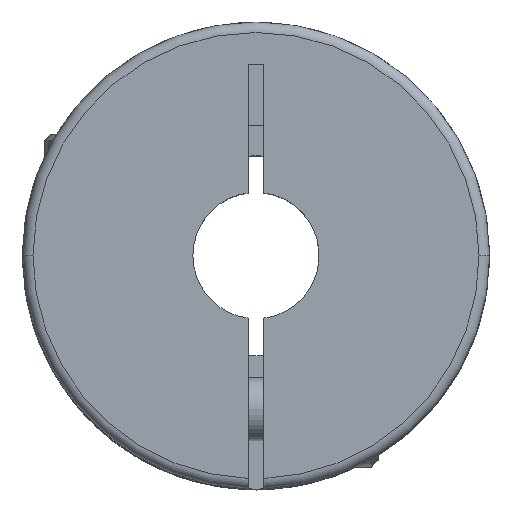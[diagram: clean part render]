
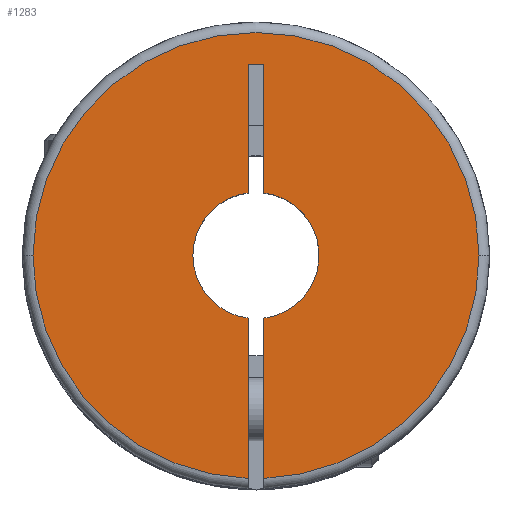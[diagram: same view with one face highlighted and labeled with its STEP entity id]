
A CAD part, top view. The second image highlights one B-rep face of the part: STEP entity #1283.
In plain terms, the highlighted planar face has unit normal (0, 0, 1).
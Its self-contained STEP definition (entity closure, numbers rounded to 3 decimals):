
#143 = CARTESIAN_POINT ( 'NONE',  ( 0., 0., 0. ) ) ;
#155 = VERTEX_POINT ( 'NONE', #2202 ) ;
#176 = CIRCLE ( 'NONE', #2689, 3. ) ;
#202 = CIRCLE ( 'NONE', #910, 3. ) ;
#232 = DIRECTION ( 'NONE',  ( 0., 0., -1. ) ) ;
#243 = VERTEX_POINT ( 'NONE', #4381 ) ;
#258 = EDGE_CURVE ( 'NONE', #1082, #243, #975, .T. ) ;
#266 = CARTESIAN_POINT ( 'NONE',  ( -0.375, 9.1, 0. ) ) ;
#290 = CIRCLE ( 'NONE', #358, 10.6 ) ;
#358 = AXIS2_PLACEMENT_3D ( 'NONE', #3453, #3477, #4077 ) ;
#405 = CARTESIAN_POINT ( 'NONE',  ( 0., 0., 0. ) ) ;
#439 = EDGE_CURVE ( 'NONE', #243, #4109, #290, .T. ) ;
#449 = DIRECTION ( 'NONE',  ( 0., 1., 0. ) ) ;
#759 = DIRECTION ( 'NONE',  ( -1., 0., 0. ) ) ;
#775 = VERTEX_POINT ( 'NONE', #1352 ) ;
#783 = DIRECTION ( 'NONE',  ( -1., 0., 0. ) ) ;
#809 = DIRECTION ( 'NONE',  ( 0., 0., -1. ) ) ;
#810 = LINE ( 'NONE', #1269, #2320 ) ;
#824 = EDGE_CURVE ( 'NONE', #4109, #4037, #4201, .T. ) ;
#878 = EDGE_CURVE ( 'NONE', #4037, #3896, #3215, .T. ) ;
#910 = AXIS2_PLACEMENT_3D ( 'NONE', #1480, #232, #4342 ) ;
#937 = ORIENTED_EDGE ( 'NONE', *, *, #3956, .F. ) ;
#975 = LINE ( 'NONE', #266, #1358 ) ;
#1007 = ORIENTED_EDGE ( 'NONE', *, *, #878, .F. ) ;
#1056 = CIRCLE ( 'NONE', #2791, 3. ) ;
#1082 = VERTEX_POINT ( 'NONE', #1980 ) ;
#1118 = ORIENTED_EDGE ( 'NONE', *, *, #1379, .T. ) ;
#1165 = DIRECTION ( 'NONE',  ( 0., 0., -1. ) ) ;
#1260 = AXIS2_PLACEMENT_3D ( 'NONE', #2887, #1165, #3541 ) ;
#1269 = CARTESIAN_POINT ( 'NONE',  ( -0.375, 9.1, 0. ) ) ;
#1283 = ADVANCED_FACE ( 'NONE', ( #1772 ), #1501, .F. ) ;
#1292 = ORIENTED_EDGE ( 'NONE', *, *, #1983, .T. ) ;
#1352 = CARTESIAN_POINT ( 'NONE',  ( 0.375, 9.1, 0. ) ) ;
#1358 = VECTOR ( 'NONE', #2988, 1000. ) ;
#1367 = CARTESIAN_POINT ( 'NONE',  ( -10.6, 0., 0. ) ) ;
#1379 = EDGE_CURVE ( 'NONE', #2653, #2990, #176, .T. ) ;
#1427 = CARTESIAN_POINT ( 'NONE',  ( -0.375, 9.1, 0. ) ) ;
#1441 = VECTOR ( 'NONE', #4197, 1000. ) ;
#1464 = CARTESIAN_POINT ( 'NONE',  ( 0.375, 2.976, 0. ) ) ;
#1479 = DIRECTION ( 'NONE',  ( 0., 1., 0. ) ) ;
#1480 = CARTESIAN_POINT ( 'NONE',  ( 0., 0., 0. ) ) ;
#1501 = PLANE ( 'NONE',  #1965 ) ;
#1504 = DIRECTION ( 'NONE',  ( 0., 0., -1. ) ) ;
#1555 = AXIS2_PLACEMENT_3D ( 'NONE', #3736, #3780, #2076 ) ;
#1686 = ORIENTED_EDGE ( 'NONE', *, *, #1900, .T. ) ;
#1759 = ORIENTED_EDGE ( 'NONE', *, *, #258, .F. ) ;
#1772 = FACE_OUTER_BOUND ( 'NONE', #3013, .T. ) ;
#1865 = CARTESIAN_POINT ( 'NONE',  ( 0.375, -11.1, 0. ) ) ;
#1882 = ORIENTED_EDGE ( 'NONE', *, *, #439, .F. ) ;
#1900 = EDGE_CURVE ( 'NONE', #4337, #155, #1056, .T. ) ;
#1957 = CARTESIAN_POINT ( 'NONE',  ( 10.6, 0., 0. ) ) ;
#1965 = AXIS2_PLACEMENT_3D ( 'NONE', #3194, #809, #4151 ) ;
#1980 = CARTESIAN_POINT ( 'NONE',  ( -0.375, -2.976, 0. ) ) ;
#1983 = EDGE_CURVE ( 'NONE', #1082, #4337, #202, .T. ) ;
#2076 = DIRECTION ( 'NONE',  ( -1., 0., 0. ) ) ;
#2117 = LINE ( 'NONE', #2836, #3543 ) ;
#2145 = CARTESIAN_POINT ( 'NONE',  ( 0.375, 9.1, 0. ) ) ;
#2165 = DIRECTION ( 'NONE',  ( 0., 0., -1. ) ) ;
#2202 = CARTESIAN_POINT ( 'NONE',  ( -0.375, 2.976, 0. ) ) ;
#2320 = VECTOR ( 'NONE', #3974, 1000. ) ;
#2440 = LINE ( 'NONE', #2145, #1441 ) ;
#2489 = CARTESIAN_POINT ( 'NONE',  ( -3., 0., 0. ) ) ;
#2605 = ORIENTED_EDGE ( 'NONE', *, *, #3932, .F. ) ;
#2634 = EDGE_CURVE ( 'NONE', #775, #4424, #2440, .T. ) ;
#2653 = VERTEX_POINT ( 'NONE', #1464 ) ;
#2689 = AXIS2_PLACEMENT_3D ( 'NONE', #405, #2165, #783 ) ;
#2791 = AXIS2_PLACEMENT_3D ( 'NONE', #143, #1504, #759 ) ;
#2836 = CARTESIAN_POINT ( 'NONE',  ( 0.375, -11.1, 0. ) ) ;
#2887 = CARTESIAN_POINT ( 'NONE',  ( 0., 0., 0. ) ) ;
#2925 = CARTESIAN_POINT ( 'NONE',  ( 0.375, -2.976, 0. ) ) ;
#2988 = DIRECTION ( 'NONE',  ( 0., -1., 0. ) ) ;
#2990 = VERTEX_POINT ( 'NONE', #2925 ) ;
#2996 = EDGE_CURVE ( 'NONE', #3896, #2990, #4278, .T. ) ;
#3013 = EDGE_LOOP ( 'NONE', ( #1882, #1759, #1292, #1686, #937, #4075, #2605, #1118, #3923, #1007, #3451 ) ) ;
#3069 = CARTESIAN_POINT ( 'NONE',  ( 0.375, -10.593, 0. ) ) ;
#3194 = CARTESIAN_POINT ( 'NONE',  ( 0., 0., 0. ) ) ;
#3215 = CIRCLE ( 'NONE', #1260, 10.6 ) ;
#3451 = ORIENTED_EDGE ( 'NONE', *, *, #824, .F. ) ;
#3453 = CARTESIAN_POINT ( 'NONE',  ( 0., 0., 0. ) ) ;
#3477 = DIRECTION ( 'NONE',  ( 0., 0., -1. ) ) ;
#3541 = DIRECTION ( 'NONE',  ( -1., 0., 0. ) ) ;
#3543 = VECTOR ( 'NONE', #1479, 1000. ) ;
#3736 = CARTESIAN_POINT ( 'NONE',  ( 0., 0., 0. ) ) ;
#3780 = DIRECTION ( 'NONE',  ( 0., 0., -1. ) ) ;
#3896 = VERTEX_POINT ( 'NONE', #3069 ) ;
#3923 = ORIENTED_EDGE ( 'NONE', *, *, #2996, .F. ) ;
#3932 = EDGE_CURVE ( 'NONE', #2653, #775, #2117, .T. ) ;
#3956 = EDGE_CURVE ( 'NONE', #4424, #155, #810, .T. ) ;
#3974 = DIRECTION ( 'NONE',  ( 0., -1., 0. ) ) ;
#4037 = VERTEX_POINT ( 'NONE', #1957 ) ;
#4075 = ORIENTED_EDGE ( 'NONE', *, *, #2634, .F. ) ;
#4077 = DIRECTION ( 'NONE',  ( -1., 0., 0. ) ) ;
#4109 = VERTEX_POINT ( 'NONE', #1367 ) ;
#4151 = DIRECTION ( 'NONE',  ( 0., -1., 0. ) ) ;
#4161 = VECTOR ( 'NONE', #449, 1000. ) ;
#4197 = DIRECTION ( 'NONE',  ( -1., 0., 0. ) ) ;
#4201 = CIRCLE ( 'NONE', #1555, 10.6 ) ;
#4278 = LINE ( 'NONE', #1865, #4161 ) ;
#4337 = VERTEX_POINT ( 'NONE', #2489 ) ;
#4342 = DIRECTION ( 'NONE',  ( -1., 0., 0. ) ) ;
#4381 = CARTESIAN_POINT ( 'NONE',  ( -0.375, -10.593, 0. ) ) ;
#4424 = VERTEX_POINT ( 'NONE', #1427 ) ;
